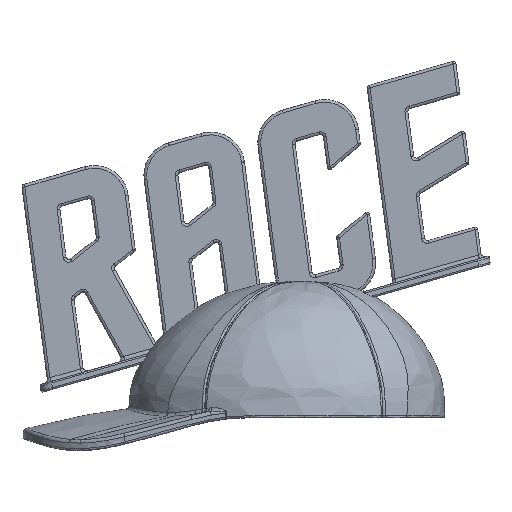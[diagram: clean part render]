
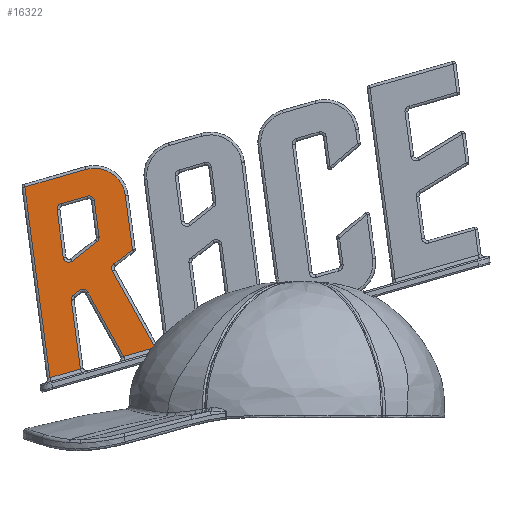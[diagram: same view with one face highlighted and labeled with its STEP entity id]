
A CAD part, left-side view. The second image highlights one B-rep face of the part: STEP entity #16322.
In plain terms, the highlighted planar face has unit normal (-1, 0, 0).
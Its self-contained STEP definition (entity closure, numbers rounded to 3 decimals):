
#1728=CARTESIAN_POINT('',(-1.697,17.165,8.782));
#1741=CARTESIAN_POINT('',(-1.697,17.165,8.782));
#1742=CARTESIAN_POINT('',(-1.697,17.12,8.839));
#1743=CARTESIAN_POINT('',(-1.697,17.03,8.952));
#1744=CARTESIAN_POINT('',(-1.697,16.938,9.064));
#1745=CARTESIAN_POINT('',(-1.697,16.892,9.119));
#1750=CARTESIAN_POINT('',(-1.697,16.892,9.119));
#2499=CARTESIAN_POINT('',(-1.697,25.172,27.44));
#2500=DIRECTION('',(1.,0.,0.));
#2501=DIRECTION('',(0.,0.276,0.961));
#2502=AXIS2_PLACEMENT_3D('',#2499,#2500,#2501);
#2507=DIRECTION('',(0.,-0.961,0.276));
#2508=VECTOR('',#2507,3.448);
#2509=CARTESIAN_POINT('',(-1.697,28.679,27.163));
#2510=LINE('',#2509,#2508);
#2514=CARTESIAN_POINT('',(-1.697,28.486,26.49));
#2515=DIRECTION('',(1.,0.,0.));
#2516=DIRECTION('',(0.,0.992,-0.124));
#2517=AXIS2_PLACEMENT_3D('',#2514,#2515,#2516);
#2522=DIRECTION('',(0.,0.124,0.992));
#2523=VECTOR('',#2522,6.111);
#2524=CARTESIAN_POINT('',(-1.697,28.421,20.339));
#2525=LINE('',#2524,#2523);
#2529=CARTESIAN_POINT('',(-1.697,27.726,20.426));
#2530=DIRECTION('',(1.,0.,0.));
#2531=DIRECTION('',(0.,-0.609,-0.793));
#2532=AXIS2_PLACEMENT_3D('',#2529,#2530,#2531);
#2537=DIRECTION('',(0.,0.793,-0.609));
#2538=VECTOR('',#2537,3.981);
#2539=CARTESIAN_POINT('',(-1.697,24.142,22.294));
#2540=LINE('',#2539,#2538);
#2544=CARTESIAN_POINT('',(-1.697,24.568,22.849));
#2545=DIRECTION('',(1.,0.,0.));
#2546=DIRECTION('',(0.,-0.991,0.131));
#2547=AXIS2_PLACEMENT_3D('',#2544,#2545,#2546);
#2552=DIRECTION('',(0.,-0.131,-0.991));
#2553=VECTOR('',#2552,4.63);
#2554=CARTESIAN_POINT('',(-1.697,24.478,27.532));
#2555=LINE('',#2554,#2553);
#2633=DIRECTION('',(0.,0.961,-0.276));
#2634=VECTOR('',#2633,4.023);
#2635=CARTESIAN_POINT('',(-1.697,26.241,6.18));
#2636=LINE('',#2635,#2634);
#2640=DIRECTION('',(0.,-0.131,-0.991));
#2641=VECTOR('',#2640,24.419);
#2642=CARTESIAN_POINT('',(-1.697,33.295,29.281));
#2643=LINE('',#2642,#2641);
#2647=DIRECTION('',(0.,0.961,-0.276));
#2648=VECTOR('',#2647,8.052);
#2649=CARTESIAN_POINT('',(-1.697,25.555,31.501));
#2650=LINE('',#2649,#2648);
#2654=CARTESIAN_POINT('',(-1.697,24.463,27.694));
#2655=DIRECTION('',(-1.,0.,0.));
#2656=DIRECTION('',(0.,-0.991,0.131));
#2657=AXIS2_PLACEMENT_3D('',#2654,#2655,#2656);
#2662=DIRECTION('',(0.,0.131,0.991));
#2663=VECTOR('',#2662,6.959);
#2664=CARTESIAN_POINT('',(-1.697,19.628,21.311));
#2665=LINE('',#2664,#2663);
#2669=DIRECTION('',(0.,-0.793,0.609));
#2670=VECTOR('',#2669,2.963);
#2671=CARTESIAN_POINT('',(-1.697,21.979,19.507));
#2672=LINE('',#2671,#2670);
#2676=CARTESIAN_POINT('',(-1.697,21.553,18.952));
#2677=DIRECTION('',(1.,0.,0.));
#2678=DIRECTION('',(0.,0.874,-0.486));
#2679=AXIS2_PLACEMENT_3D('',#2676,#2677,#2678);
#2684=DIRECTION('',(0.,0.486,0.874));
#2685=VECTOR('',#2684,10.859);
#2686=CARTESIAN_POINT('',(-1.697,16.892,9.119));
#2687=LINE('',#2686,#2685);
#2691=DIRECTION('',(0.,0.961,-0.276));
#2692=VECTOR('',#2691,3.722);
#2693=CARTESIAN_POINT('',(-1.697,17.165,8.782));
#2694=LINE('',#2693,#2692);
#2698=DIRECTION('',(0.,-0.486,-0.874));
#2699=VECTOR('',#2698,9.374);
#2700=CARTESIAN_POINT('',(-1.697,25.295,15.951));
#2701=LINE('',#2700,#2699);
#2705=CARTESIAN_POINT('',(-1.697,25.907,15.611));
#2706=DIRECTION('',(1.,0.,0.));
#2707=DIRECTION('',(0.,0.609,0.793));
#2708=AXIS2_PLACEMENT_3D('',#2705,#2706,#2707);
#2713=DIRECTION('',(0.,-0.793,0.609));
#2714=VECTOR('',#2713,0.995);
#2715=CARTESIAN_POINT('',(-1.697,27.123,15.561));
#2716=LINE('',#2715,#2714);
#2720=CARTESIAN_POINT('',(-1.697,26.697,15.005));
#2721=DIRECTION('',(1.,0.,0.));
#2722=DIRECTION('',(0.,0.991,-0.131));
#2723=AXIS2_PLACEMENT_3D('',#2720,#2721,#2722);
#2728=DIRECTION('',(0.,0.131,0.991));
#2729=VECTOR('',#2728,8.81);
#2730=CARTESIAN_POINT('',(-1.697,26.241,6.18));
#2731=LINE('',#2730,#2729);
#6985=CARTESIAN_POINT('',(-1.697,30.108,5.071));
#7165=CARTESIAN_POINT('',(-1.697,26.241,6.18));
#7194=CARTESIAN_POINT('',(-1.697,20.743,7.756));
#12172=CARTESIAN_POINT('',(-1.697,25.555,31.501));
#12173=CARTESIAN_POINT('',(-1.697,33.295,29.281));
#12174=VERTEX_POINT('',#12172);
#12175=VERTEX_POINT('',#12173);
#12178=CARTESIAN_POINT('',(-1.697,20.537,28.211));
#12179=VERTEX_POINT('',#12178);
#12182=CARTESIAN_POINT('',(-1.697,19.628,21.311));
#12183=VERTEX_POINT('',#12182);
#12188=CARTESIAN_POINT('',(-1.697,21.979,19.507));
#12189=VERTEX_POINT('',#12188);
#12192=CARTESIAN_POINT('',(-1.697,22.165,18.612));
#12193=VERTEX_POINT('',#12192);
#12392=CARTESIAN_POINT('',(-1.697,26.333,16.166));
#12393=CARTESIAN_POINT('',(-1.697,25.295,15.951));
#12394=VERTEX_POINT('',#12392);
#12395=VERTEX_POINT('',#12393);
#12400=CARTESIAN_POINT('',(-1.697,27.123,15.561));
#12401=VERTEX_POINT('',#12400);
#12404=CARTESIAN_POINT('',(-1.697,27.391,14.914));
#12405=VERTEX_POINT('',#12404);
#12408=CARTESIAN_POINT('',(-1.697,25.365,28.113));
#12409=CARTESIAN_POINT('',(-1.697,24.478,27.532));
#12410=VERTEX_POINT('',#12408);
#12411=VERTEX_POINT('',#12409);
#12416=CARTESIAN_POINT('',(-1.697,23.874,22.941));
#12417=VERTEX_POINT('',#12416);
#12420=CARTESIAN_POINT('',(-1.697,24.142,22.294));
#12421=VERTEX_POINT('',#12420);
#12424=CARTESIAN_POINT('',(-1.697,27.3,19.871));
#12425=VERTEX_POINT('',#12424);
#12428=CARTESIAN_POINT('',(-1.697,28.421,20.339));
#12429=VERTEX_POINT('',#12428);
#12432=CARTESIAN_POINT('',(-1.697,29.181,26.403));
#12433=VERTEX_POINT('',#12432);
#12436=CARTESIAN_POINT('',(-1.697,28.679,27.163));
#12437=VERTEX_POINT('',#12436);
#12446=VERTEX_POINT('',#1750);
#12781=VERTEX_POINT('',#6985);
#12801=VERTEX_POINT('',#7165);
#12815=VERTEX_POINT('',#7194);
#12817=VERTEX_POINT('',#1728);
#16269=CARTESIAN_POINT('',(-1.697,36.227,1.282));
#16270=DIRECTION('',(-1.,0.,0.));
#16271=DIRECTION('',(0.,-0.991,0.131));
#16272=AXIS2_PLACEMENT_3D('',#16269,#16270,#16271);
#16273=PLANE('',#16272);
#16275=ORIENTED_EDGE('',*,*,#16274,.T.);
#16277=ORIENTED_EDGE('',*,*,#16276,.F.);
#16279=ORIENTED_EDGE('',*,*,#16278,.F.);
#16281=ORIENTED_EDGE('',*,*,#16280,.F.);
#16283=ORIENTED_EDGE('',*,*,#16282,.F.);
#16285=ORIENTED_EDGE('',*,*,#16284,.F.);
#16286=ORIENTED_EDGE('',*,*,#16142,.F.);
#16288=ORIENTED_EDGE('',*,*,#16287,.F.);
#16289=ORIENTED_EDGE('',*,*,#15584,.F.);
#16291=ORIENTED_EDGE('',*,*,#16290,.T.);
#16293=ORIENTED_EDGE('',*,*,#16292,.F.);
#16295=ORIENTED_EDGE('',*,*,#16294,.F.);
#16297=ORIENTED_EDGE('',*,*,#16296,.F.);
#16299=ORIENTED_EDGE('',*,*,#16298,.F.);
#16301=ORIENTED_EDGE('',*,*,#16300,.F.);
#16302=EDGE_LOOP('',(#16275,#16277,#16279,#16281,#16283,#16285,#16286,#16288,
#16289,#16291,#16293,#16295,#16297,#16299,#16301));
#16303=FACE_OUTER_BOUND('',#16302,.F.);
#16305=ORIENTED_EDGE('',*,*,#16304,.F.);
#16307=ORIENTED_EDGE('',*,*,#16306,.F.);
#16309=ORIENTED_EDGE('',*,*,#16308,.F.);
#16311=ORIENTED_EDGE('',*,*,#16310,.F.);
#16313=ORIENTED_EDGE('',*,*,#16312,.F.);
#16315=ORIENTED_EDGE('',*,*,#16314,.F.);
#16317=ORIENTED_EDGE('',*,*,#16316,.F.);
#16319=ORIENTED_EDGE('',*,*,#16318,.F.);
#16320=EDGE_LOOP('',(#16305,#16307,#16309,#16311,#16313,#16315,#16317,#16319));
#16321=FACE_BOUND('',#16320,.F.);
#1746=B_SPLINE_CURVE_WITH_KNOTS('',3,(#1741,#1742,#1743,#1744,#1745),
.UNSPECIFIED.,.F.,.F.,(4,1,4),(0.,0.5,1.),.UNSPECIFIED.);
#2503=CIRCLE('',#2502,0.7);
#2518=CIRCLE('',#2517,0.7);
#2533=CIRCLE('',#2532,0.7);
#2548=CIRCLE('',#2547,0.7);
#2658=CIRCLE('',#2657,3.96);
#2680=CIRCLE('',#2679,0.7);
#2709=CIRCLE('',#2708,0.7);
#2724=CIRCLE('',#2723,0.7);
#15584=EDGE_CURVE('',#12817,#12446,#1746,.T.);
#16142=EDGE_CURVE('',#12193,#12189,#2680,.T.);
#16274=EDGE_CURVE('',#12801,#12781,#2636,.T.);
#16276=EDGE_CURVE('',#12175,#12781,#2643,.T.);
#16278=EDGE_CURVE('',#12174,#12175,#2650,.T.);
#16280=EDGE_CURVE('',#12179,#12174,#2658,.T.);
#16282=EDGE_CURVE('',#12183,#12179,#2665,.T.);
#16284=EDGE_CURVE('',#12189,#12183,#2672,.T.);
#16287=EDGE_CURVE('',#12446,#12193,#2687,.T.);
#16290=EDGE_CURVE('',#12817,#12815,#2694,.T.);
#16292=EDGE_CURVE('',#12395,#12815,#2701,.T.);
#16294=EDGE_CURVE('',#12394,#12395,#2709,.T.);
#16296=EDGE_CURVE('',#12401,#12394,#2716,.T.);
#16298=EDGE_CURVE('',#12405,#12401,#2724,.T.);
#16300=EDGE_CURVE('',#12801,#12405,#2731,.T.);
#16304=EDGE_CURVE('',#12410,#12411,#2503,.T.);
#16306=EDGE_CURVE('',#12437,#12410,#2510,.T.);
#16308=EDGE_CURVE('',#12433,#12437,#2518,.T.);
#16310=EDGE_CURVE('',#12429,#12433,#2525,.T.);
#16312=EDGE_CURVE('',#12425,#12429,#2533,.T.);
#16314=EDGE_CURVE('',#12421,#12425,#2540,.T.);
#16316=EDGE_CURVE('',#12417,#12421,#2548,.T.);
#16318=EDGE_CURVE('',#12411,#12417,#2555,.T.);
#16322=ADVANCED_FACE('',(#16303,#16321),#16273,.T.);
